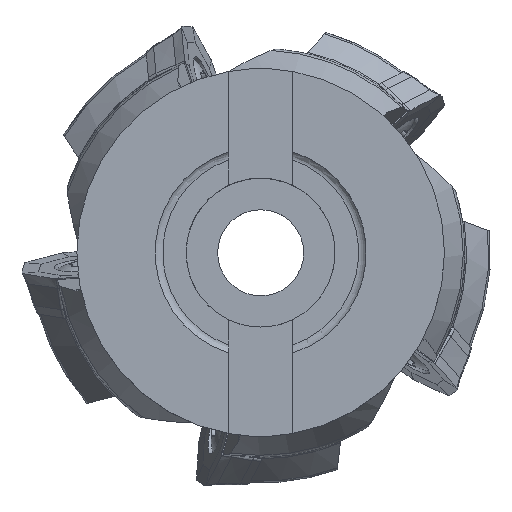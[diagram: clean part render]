
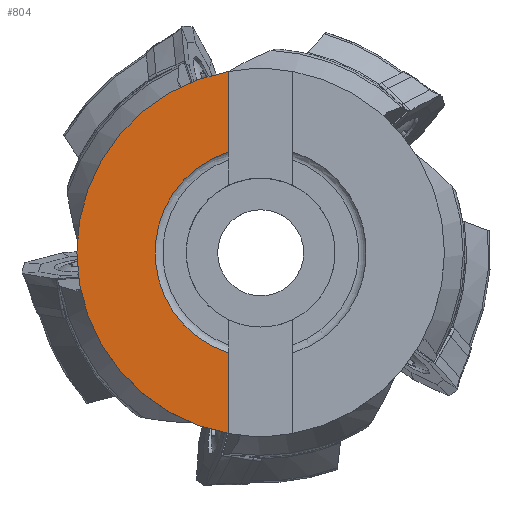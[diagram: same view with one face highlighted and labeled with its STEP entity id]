
A CAD part, top view. The second image highlights one B-rep face of the part: STEP entity #804.
In plain terms, the highlighted planar face has unit normal (0, 0, 1).
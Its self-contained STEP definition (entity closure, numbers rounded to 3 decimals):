
#594=CIRCLE('',#6752,13.5);
#595=CIRCLE('',#6753,23.5);
#804=ADVANCED_FACE('',(#1226),#1106,.T.);
#1106=PLANE('',#6754);
#1226=FACE_OUTER_BOUND('',#1528,.T.);
#1528=EDGE_LOOP('',(#2555,#2556,#2557,#2558));
#1897=LINE('',#9695,#2054);
#1898=LINE('',#9699,#2055);
#2054=VECTOR('',#7441,1.);
#2055=VECTOR('',#7444,1.);
#2555=ORIENTED_EDGE('',*,*,#5160,.F.);
#2556=ORIENTED_EDGE('',*,*,#5161,.F.);
#2557=ORIENTED_EDGE('',*,*,#5162,.T.);
#2558=ORIENTED_EDGE('',*,*,#5163,.F.);
#4411=VERTEX_POINT('',#9693);
#4412=VERTEX_POINT('',#9694);
#4413=VERTEX_POINT('',#9696);
#4414=VERTEX_POINT('',#9698);
#5160=EDGE_CURVE('',#4411,#4412,#594,.T.);
#5161=EDGE_CURVE('',#4413,#4411,#1897,.T.);
#5162=EDGE_CURVE('',#4413,#4414,#595,.T.);
#5163=EDGE_CURVE('',#4412,#4414,#1898,.T.);
#6752=AXIS2_PLACEMENT_3D('',#9692,#7439,#7440);
#6753=AXIS2_PLACEMENT_3D('',#9697,#7442,#7443);
#6754=AXIS2_PLACEMENT_3D('',#9700,#7445,#7446);
#7439=DIRECTION('',(0.,0.,1.));
#7440=DIRECTION('',(-1.,0.,0.));
#7441=DIRECTION('',(0.,-1.,0.));
#7442=DIRECTION('',(0.,0.,1.));
#7443=DIRECTION('',(-1.,0.,0.));
#7444=DIRECTION('',(0.,-1.,0.));
#7445=DIRECTION('',(0.,0.,1.));
#7446=DIRECTION('',(-1.,0.,0.));
#9692=CARTESIAN_POINT('',(0.,0.,0.));
#9693=CARTESIAN_POINT('',(-4.098,12.863,0.));
#9694=CARTESIAN_POINT('',(-4.098,-12.863,0.));
#9695=CARTESIAN_POINT('',(-4.098,34.088,0.));
#9696=CARTESIAN_POINT('',(-4.098,23.14,0.));
#9697=CARTESIAN_POINT('',(0.,0.,0.));
#9698=CARTESIAN_POINT('',(-4.098,-23.14,0.));
#9699=CARTESIAN_POINT('',(-4.098,0.,0.));
#9700=CARTESIAN_POINT('',(0.,0.,0.));
